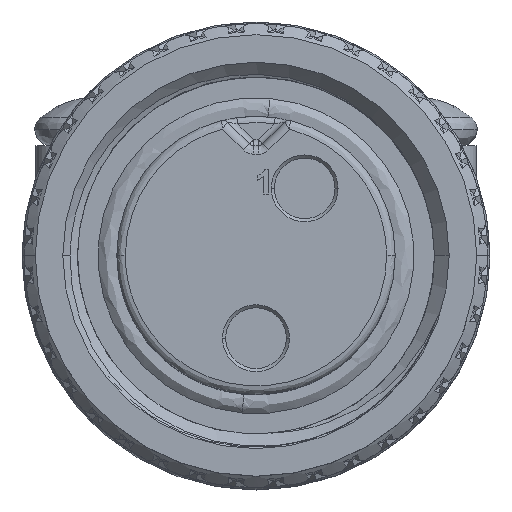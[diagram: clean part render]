
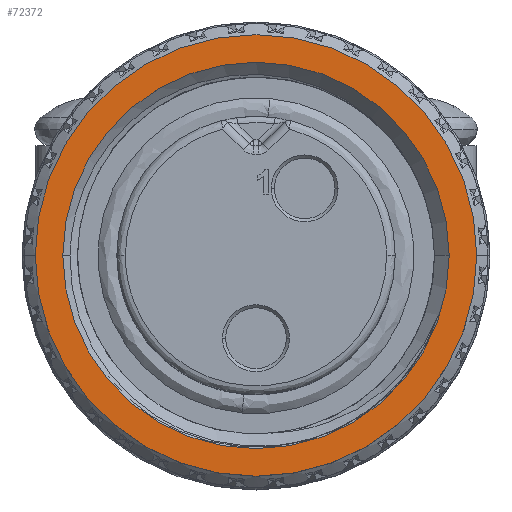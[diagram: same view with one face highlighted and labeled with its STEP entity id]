
A CAD part, top view. The second image highlights one B-rep face of the part: STEP entity #72372.
In plain terms, the highlighted planar face has unit normal (0, 0, 1).
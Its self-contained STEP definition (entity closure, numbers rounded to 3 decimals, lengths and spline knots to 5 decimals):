
#13488 = EDGE_CURVE ( 'NONE', #94056, #94057, #105668, .T. ) ;
#13724 = EDGE_CURVE ( 'NONE', #94061, #94060, #105063, .T. ) ;
#22929 = FACE_BOUND ( 'NONE', #80765, .T. ) ;
#22934 = FACE_OUTER_BOUND ( 'NONE', #80585, .T. ) ;
#34338 = CARTESIAN_POINT ( 'NONE',  ( -0.36, 0., -0.095 ) ) ;
#34340 = CARTESIAN_POINT ( 'NONE',  ( 0.36, 0., -0.095 ) ) ;
#34346 = CARTESIAN_POINT ( 'NONE',  ( -0.315, 0., -0.095 ) ) ;
#34348 = CARTESIAN_POINT ( 'NONE',  ( 0.315, 0., -0.095 ) ) ;
#37504 = EDGE_CURVE ( 'NONE', #94060, #94061, #38451, .T. ) ;
#37526 = EDGE_CURVE ( 'NONE', #94057, #94056, #38622, .T. ) ;
#38451 = CIRCLE ( 'NONE', #38513, 0.315 ) ;
#38513 = AXIS2_PLACEMENT_3D ( 'NONE', #87853, #87854, #87855 ) ;
#38622 = CIRCLE ( 'NONE', #38643, 0.36 ) ;
#38643 = AXIS2_PLACEMENT_3D ( 'NONE', #87986, #87987, #87988 ) ;
#47695 = CARTESIAN_POINT ( 'NONE',  ( 0., 0., -0.095 ) ) ;
#47696 = DIRECTION ( 'NONE',  ( 0., 0., -1. ) ) ;
#47697 = DIRECTION ( 'NONE',  ( 1., 0., 0. ) ) ;
#68300 = AXIS2_PLACEMENT_3D ( 'NONE', #76531, #76532, #76533 ) ;
#71446 = CARTESIAN_POINT ( 'NONE',  ( 0., 0., -0.095 ) ) ;
#71447 = DIRECTION ( 'NONE',  ( 0., 0., -1. ) ) ;
#71448 = DIRECTION ( 'NONE',  ( 1., 0., 0. ) ) ;
#72372 = ADVANCED_FACE ( 'NONE', ( #22929, #22934 ), #76530, .T. ) ;
#76530 = PLANE ( 'NONE',  #68300 ) ;
#76531 = CARTESIAN_POINT ( 'NONE',  ( 0., -0.315, -0.095 ) ) ;
#76532 = DIRECTION ( 'NONE',  ( 0., 0., 1. ) ) ;
#76533 = DIRECTION ( 'NONE',  ( 1., 0., 0. ) ) ;
#80514 = ORIENTED_EDGE ( 'NONE', *, *, #13488, .F. ) ;
#80585 = EDGE_LOOP ( 'NONE', ( #80960, #80514 ) ) ;
#80593 = ORIENTED_EDGE ( 'NONE', *, *, #37504, .T. ) ;
#80765 = EDGE_LOOP ( 'NONE', ( #81004, #80593 ) ) ;
#80960 = ORIENTED_EDGE ( 'NONE', *, *, #37526, .F. ) ;
#81004 = ORIENTED_EDGE ( 'NONE', *, *, #13724, .T. ) ;
#87853 = CARTESIAN_POINT ( 'NONE',  ( 0., 0., -0.095 ) ) ;
#87854 = DIRECTION ( 'NONE',  ( 0., 0., -1. ) ) ;
#87855 = DIRECTION ( 'NONE',  ( 1., 0., 0. ) ) ;
#87986 = CARTESIAN_POINT ( 'NONE',  ( 0., 0., -0.095 ) ) ;
#87987 = DIRECTION ( 'NONE',  ( 0., 0., -1. ) ) ;
#87988 = DIRECTION ( 'NONE',  ( 1., 0., 0. ) ) ;
#94056 = VERTEX_POINT ( 'NONE', #34338 ) ;
#94057 = VERTEX_POINT ( 'NONE', #34340 ) ;
#94060 = VERTEX_POINT ( 'NONE', #34346 ) ;
#94061 = VERTEX_POINT ( 'NONE', #34348 ) ;
#105028 = AXIS2_PLACEMENT_3D ( 'NONE', #47695, #47696, #47697 ) ;
#105063 = CIRCLE ( 'NONE', #105028, 0.315 ) ;
#105660 = AXIS2_PLACEMENT_3D ( 'NONE', #71446, #71447, #71448 ) ;
#105668 = CIRCLE ( 'NONE', #105660, 0.36 ) ;
